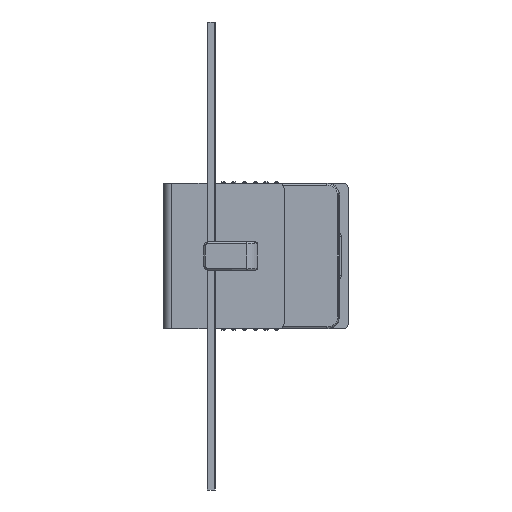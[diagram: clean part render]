
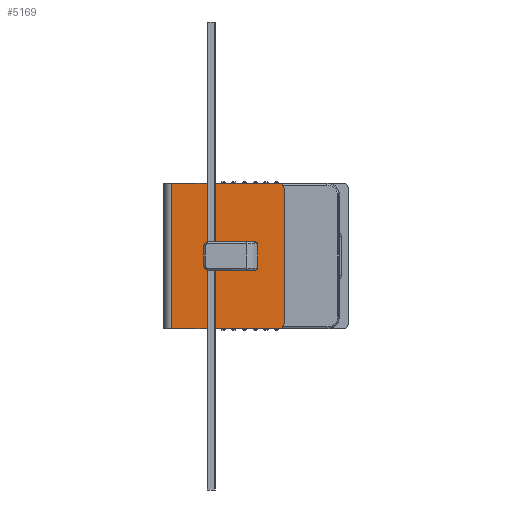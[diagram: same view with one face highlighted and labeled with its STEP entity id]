
A CAD part, left-side view. The second image highlights one B-rep face of the part: STEP entity #5169.
In plain terms, the highlighted planar face has unit normal (-1, 0, 0).
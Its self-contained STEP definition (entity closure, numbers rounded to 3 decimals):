
#15=FACE_BOUND('',#732,.T.);
#201=PLANE('',#5594);
#462=FACE_OUTER_BOUND('',#731,.T.);
#731=EDGE_LOOP('',(#4450,#4451,#4452,#4453,#4454,#4455));
#732=EDGE_LOOP('',(#4456,#4457,#4458,#4459,#4460,#4461,#4462,#4463));
#773=CIRCLE('',#5236,1.5);
#790=CIRCLE('',#5255,1.5);
#801=CIRCLE('',#5270,0.6);
#804=CIRCLE('',#5275,0.6);
#882=CIRCLE('',#5567,2.);
#883=CIRCLE('',#5570,2.);
#917=LINE('',#7165,#1454);
#928=LINE('',#7295,#1465);
#957=LINE('',#7415,#1494);
#1379=LINE('',#8699,#1916);
#1380=LINE('',#8702,#1917);
#1383=LINE('',#8710,#1920);
#1386=LINE('',#8717,#1923);
#1387=LINE('',#8719,#1924);
#1454=VECTOR('',#5694,10.);
#1465=VECTOR('',#5729,10.);
#1494=VECTOR('',#5812,10.);
#1916=VECTOR('',#6794,10.);
#1917=VECTOR('',#6797,10.);
#1920=VECTOR('',#6806,10.);
#1923=VECTOR('',#6815,10.);
#1924=VECTOR('',#6818,10.);
#2020=VERTEX_POINT('',#7037);
#2021=VERTEX_POINT('',#7039);
#2046=VERTEX_POINT('',#7163);
#2071=VERTEX_POINT('',#7287);
#2073=VERTEX_POINT('',#7293);
#2091=VERTEX_POINT('',#7350);
#2094=VERTEX_POINT('',#7373);
#2095=VERTEX_POINT('',#7375);
#2416=VERTEX_POINT('',#8617);
#2421=VERTEX_POINT('',#8631);
#2422=VERTEX_POINT('',#8701);
#2423=VERTEX_POINT('',#8705);
#2424=VERTEX_POINT('',#8709);
#2425=VERTEX_POINT('',#8713);
#2475=EDGE_CURVE('',#2020,#2021,#773,.F.);
#2502=EDGE_CURVE('',#2020,#2046,#917,.T.);
#2528=EDGE_CURVE('',#2071,#2046,#790,.F.);
#2531=EDGE_CURVE('',#2071,#2073,#928,.T.);
#2556=EDGE_CURVE('',#2091,#2073,#801,.F.);
#2561=EDGE_CURVE('',#2094,#2095,#804,.F.);
#2583=EDGE_CURVE('',#2094,#2021,#957,.T.);
#3096=EDGE_CURVE('',#2421,#2416,#1379,.T.);
#3097=EDGE_CURVE('',#2416,#2422,#1380,.T.);
#3099=EDGE_CURVE('',#2422,#2423,#882,.T.);
#3101=EDGE_CURVE('',#2423,#2424,#1383,.T.);
#3103=EDGE_CURVE('',#2424,#2425,#883,.T.);
#3105=EDGE_CURVE('',#2425,#2421,#1386,.T.);
#3106=EDGE_CURVE('',#2091,#2095,#1387,.T.);
#4450=ORIENTED_EDGE('',*,*,#3105,.F.);
#4451=ORIENTED_EDGE('',*,*,#3103,.F.);
#4452=ORIENTED_EDGE('',*,*,#3101,.F.);
#4453=ORIENTED_EDGE('',*,*,#3099,.F.);
#4454=ORIENTED_EDGE('',*,*,#3097,.F.);
#4455=ORIENTED_EDGE('',*,*,#3096,.F.);
#4456=ORIENTED_EDGE('',*,*,#2583,.T.);
#4457=ORIENTED_EDGE('',*,*,#2475,.F.);
#4458=ORIENTED_EDGE('',*,*,#2502,.T.);
#4459=ORIENTED_EDGE('',*,*,#2528,.F.);
#4460=ORIENTED_EDGE('',*,*,#2531,.T.);
#4461=ORIENTED_EDGE('',*,*,#2556,.F.);
#4462=ORIENTED_EDGE('',*,*,#3106,.T.);
#4463=ORIENTED_EDGE('',*,*,#2561,.F.);
#5169=ADVANCED_FACE('',(#462,#15),#201,.F.);
#5236=AXIS2_PLACEMENT_3D('',#7040,#5664,#5665);
#5255=AXIS2_PLACEMENT_3D('',#7289,#5722,#5723);
#5270=AXIS2_PLACEMENT_3D('',#7352,#5768,#5769);
#5275=AXIS2_PLACEMENT_3D('',#7376,#5779,#5780);
#5567=AXIS2_PLACEMENT_3D('',#8706,#6801,#6802);
#5570=AXIS2_PLACEMENT_3D('',#8714,#6810,#6811);
#5594=AXIS2_PLACEMENT_3D('',#8790,#6878,#6879);
#5664=DIRECTION('center_axis',(1.,0.,0.));
#5665=DIRECTION('ref_axis',(0.,0.707,-0.707));
#5694=DIRECTION('',(0.,0.,1.));
#5722=DIRECTION('center_axis',(1.,0.,0.));
#5723=DIRECTION('ref_axis',(0.,0.707,0.707));
#5729=DIRECTION('',(0.,-1.,0.));
#5768=DIRECTION('center_axis',(1.,0.,0.));
#5769=DIRECTION('ref_axis',(0.,-0.707,0.707));
#5779=DIRECTION('center_axis',(1.,0.,0.));
#5780=DIRECTION('ref_axis',(0.,-0.707,-0.707));
#5812=DIRECTION('',(0.,1.,0.));
#6794=DIRECTION('',(0.,0.,1.));
#6797=DIRECTION('',(0.,-1.,0.));
#6801=DIRECTION('center_axis',(1.,0.,0.));
#6802=DIRECTION('ref_axis',(0.,-0.707,0.707));
#6806=DIRECTION('',(0.,0.,-1.));
#6810=DIRECTION('center_axis',(1.,0.,0.));
#6811=DIRECTION('ref_axis',(0.,-0.707,-0.707));
#6815=DIRECTION('',(0.,1.,0.));
#6818=DIRECTION('',(0.,0.,-1.));
#6878=DIRECTION('center_axis',(1.,0.,0.));
#6879=DIRECTION('ref_axis',(0.,0.,-1.));
#7037=CARTESIAN_POINT('',(0.,-15.,-3.75));
#7039=CARTESIAN_POINT('',(0.,-16.5,-5.25));
#7040=CARTESIAN_POINT('Origin',(0.,-16.5,-3.75));
#7163=CARTESIAN_POINT('',(0.,-15.,3.75));
#7165=CARTESIAN_POINT('',(0.,-15.,-2.625));
#7287=CARTESIAN_POINT('',(0.,-16.5,5.25));
#7289=CARTESIAN_POINT('Origin',(0.,-16.5,3.75));
#7293=CARTESIAN_POINT('',(0.,-34.5,5.25));
#7295=CARTESIAN_POINT('',(0.,-6.68,5.25));
#7350=CARTESIAN_POINT('',(0.,-35.1,4.65));
#7352=CARTESIAN_POINT('Origin',(0.,-34.5,4.65));
#7373=CARTESIAN_POINT('',(0.,-34.5,-5.25));
#7375=CARTESIAN_POINT('',(0.,-35.1,-4.65));
#7376=CARTESIAN_POINT('Origin',(0.,-34.5,
-4.65));
#7415=CARTESIAN_POINT('',(0.,-1.655,-5.25));
#8617=CARTESIAN_POINT('',(0.,-3.,27.25));
#8631=CARTESIAN_POINT('',(0.,-3.,-27.25));
#8699=CARTESIAN_POINT('',(0.,-3.,0.));
#8701=CARTESIAN_POINT('',(0.,-43.,27.25));
#8702=CARTESIAN_POINT('',(0.,-45.,27.25));
#8705=CARTESIAN_POINT('',(0.,-45.,25.25));
#8706=CARTESIAN_POINT('Origin',(0.,-43.,25.25));
#8709=CARTESIAN_POINT('',(0.,-45.,-25.25));
#8710=CARTESIAN_POINT('',(0.,-45.,-27.25));
#8713=CARTESIAN_POINT('',(0.,-43.,-27.25));
#8714=CARTESIAN_POINT('Origin',(0.,-43.,-25.25));
#8717=CARTESIAN_POINT('',(0.,22.479,-27.25));
#8719=CARTESIAN_POINT('',(0.,-35.1,2.125));
#8790=CARTESIAN_POINT('Origin',(0.,21.74,0.));
